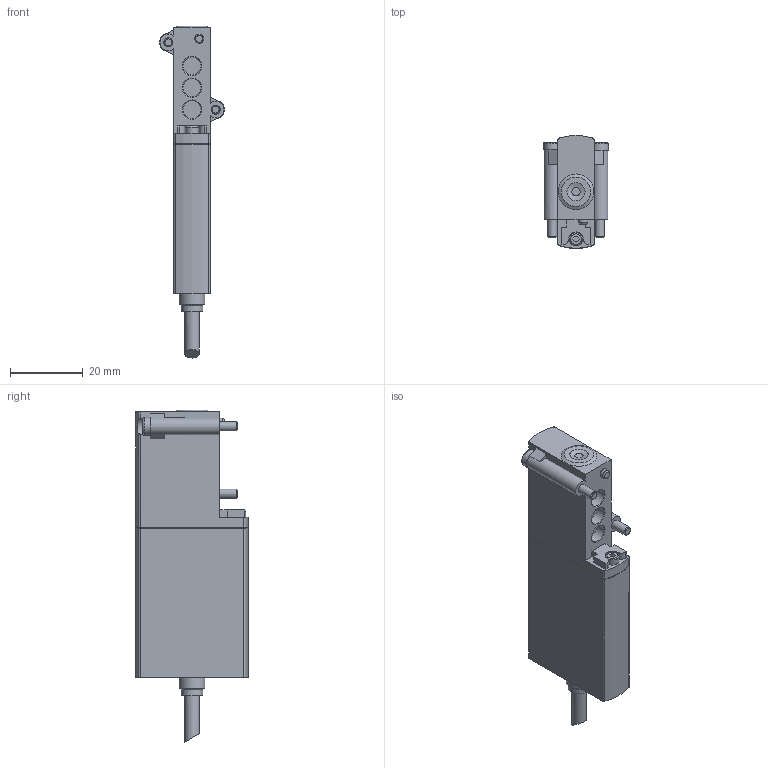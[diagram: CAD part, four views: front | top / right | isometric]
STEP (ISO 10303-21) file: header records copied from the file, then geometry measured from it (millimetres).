
FILE_DESCRIPTION(/* description */ ('STEP AP214'),/* implementation_level */ '2;1');
FILE_NAME(/* name */ '196141_MHA2-MS1H-3_2O-2-K',/* time_stamp */ '2024-09-05T12:18:03+02:00',/* author */ ('License CC BY-ND 4.0'),/* organization */ ('CADENAS'),/* preprocessor_version */ 'ST-DEVELOPER v19.3',/* originating_system */ 'PARTsolutions',/* authorisation */ ' ');
FILE_SCHEMA (('AUTOMOTIVE_DESIGN {1 0 10303 214 3 1 1}'));
Length unit declared in the file: millimetre
Products named in the file (1): 196141 MHA2-MS1H-3/2O-2-K
Bounding box: 17.9 x 31 x 91.33 mm (x, y, z)
Volume: 20904.7 mm3; surface area: 6953.1 mm2
Topology: 1 solids, 1 shells, 129 faces, 317 edges, 207 vertices
Faces by surface type: plane 82, cylinder 35, cone 9, torus 3
Full cylindrical faces by diameter (mm): 2.5 x3, 3.6 x1, 4 x1, 4.9 x2, 5 x3, 6 x1, 7 x1
Entity records: 4570 total; most frequent: CARTESIAN_POINT 642, DIRECTION 626, ORIENTED_EDGE 578, EDGE_CURVE 289, AXIS2_PLACEMENT_3D 213, VERTEX_POINT 203, LINE 200, VECTOR 200
